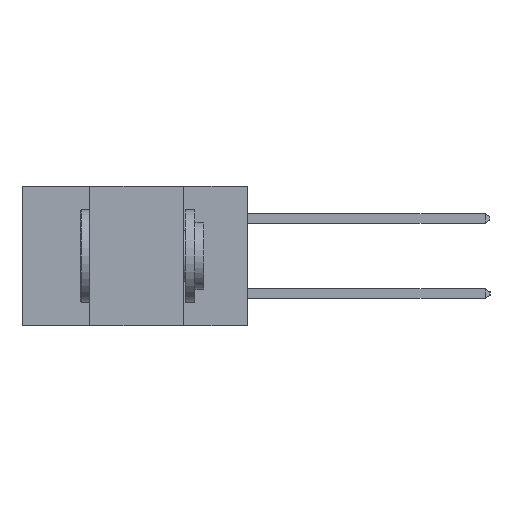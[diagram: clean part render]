
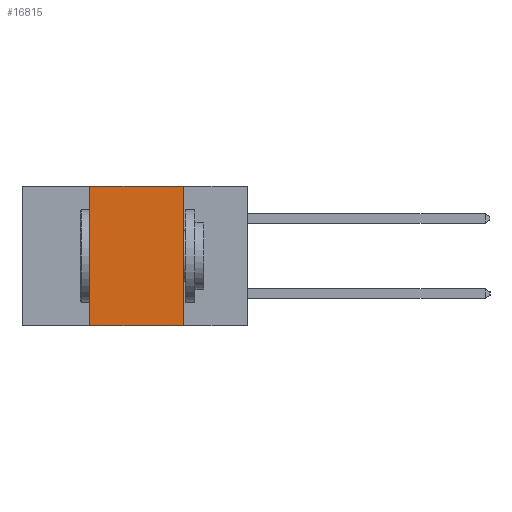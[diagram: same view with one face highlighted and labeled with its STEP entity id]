
A CAD part, left-side view. The second image highlights one B-rep face of the part: STEP entity #16815.
In plain terms, the highlighted planar face has unit normal (-1, 0, 0).
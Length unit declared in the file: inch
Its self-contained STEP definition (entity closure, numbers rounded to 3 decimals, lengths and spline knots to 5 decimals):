
#62 = VERTEX_POINT ( 'NONE', #5083 ) ;
#609 = EDGE_LOOP ( 'NONE', ( #2145, #5968, #9760, #1128 ) ) ;
#1128 = ORIENTED_EDGE ( 'NONE', *, *, #16326, .T. ) ;
#1294 = CARTESIAN_POINT ( 'NONE',  ( 0., 0.6, 0. ) ) ;
#1297 = VECTOR ( 'NONE', #4565, 39.37008 ) ;
#1368 = DIRECTION ( 'NONE',  ( 0., -1., 0. ) ) ;
#2145 = ORIENTED_EDGE ( 'NONE', *, *, #4163, .F. ) ;
#3604 = AXIS2_PLACEMENT_3D ( 'NONE', #16813, #19955, #10550 ) ;
#4143 = LINE ( 'NONE', #16236, #7436 ) ;
#4163 = EDGE_CURVE ( 'NONE', #62, #12050, #4143, .T. ) ;
#4565 = DIRECTION ( 'NONE',  ( 0., 0., 1. ) ) ;
#4584 = CARTESIAN_POINT ( 'NONE',  ( 0., 0.42, -0.37 ) ) ;
#4986 = EDGE_CURVE ( 'NONE', #6876, #15375, #9936, .T. ) ;
#5083 = CARTESIAN_POINT ( 'NONE',  ( 0., 0.17, 0. ) ) ;
#5579 = LINE ( 'NONE', #1294, #9366 ) ;
#5968 = ORIENTED_EDGE ( 'NONE', *, *, #7845, .F. ) ;
#6865 = FACE_OUTER_BOUND ( 'NONE', #609, .T. ) ;
#6876 = VERTEX_POINT ( 'NONE', #11718 ) ;
#7321 = PLANE ( 'NONE',  #3604 ) ;
#7436 = VECTOR ( 'NONE', #16401, 39.37008 ) ;
#7845 = EDGE_CURVE ( 'NONE', #15375, #62, #5579, .T. ) ;
#9366 = VECTOR ( 'NONE', #14175, 39.37008 ) ;
#9760 = ORIENTED_EDGE ( 'NONE', *, *, #4986, .F. ) ;
#9936 = LINE ( 'NONE', #4584, #1297 ) ;
#10550 = DIRECTION ( 'NONE',  ( 0., 0., -1. ) ) ;
#11639 = LINE ( 'NONE', #14183, #14866 ) ;
#11718 = CARTESIAN_POINT ( 'NONE',  ( 0., 0.42, -0.37 ) ) ;
#12014 = CARTESIAN_POINT ( 'NONE',  ( 0., 0.17, -0.37 ) ) ;
#12050 = VERTEX_POINT ( 'NONE', #12014 ) ;
#14175 = DIRECTION ( 'NONE',  ( 0., -1., 0. ) ) ;
#14183 = CARTESIAN_POINT ( 'NONE',  ( 0., 0.6, -0.37 ) ) ;
#14866 = VECTOR ( 'NONE', #1368, 39.37008 ) ;
#15375 = VERTEX_POINT ( 'NONE', #16388 ) ;
#16236 = CARTESIAN_POINT ( 'NONE',  ( 0., 0.17, -0.37 ) ) ;
#16326 = EDGE_CURVE ( 'NONE', #6876, #12050, #11639, .T. ) ;
#16388 = CARTESIAN_POINT ( 'NONE',  ( 0., 0.42, 0. ) ) ;
#16401 = DIRECTION ( 'NONE',  ( 0., 0., -1. ) ) ;
#16813 = CARTESIAN_POINT ( 'NONE',  ( 0., 0.6, 0. ) ) ;
#16815 = ADVANCED_FACE ( 'NONE', ( #6865 ), #7321, .F. ) ;
#19955 = DIRECTION ( 'NONE',  ( 1., 0., 0. ) ) ;
